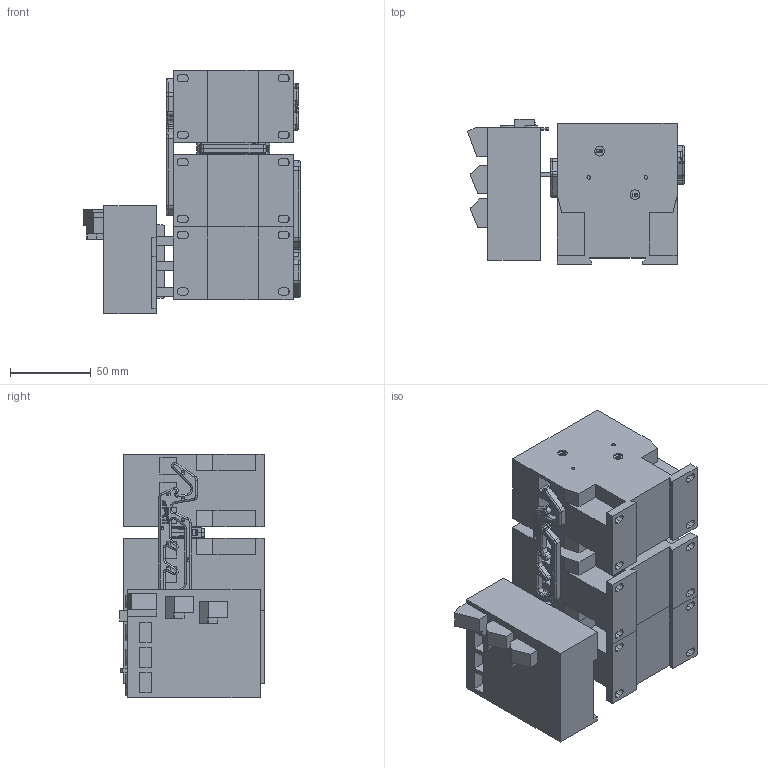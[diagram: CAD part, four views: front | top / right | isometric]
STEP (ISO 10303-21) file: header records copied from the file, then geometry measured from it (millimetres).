
FILE_DESCRIPTION (( 'STEP AP203' ), '1' );
FILE_NAME ('K3Y-24_32_40+U3_42.STEP', '2014-03-11T09:01:09', ( '' ), ( '' ), 'SwSTEP 2.0', 'SolidWorks 2014', '' );
FILE_SCHEMA (( 'CONFIG_CONTROL_DESIGN' ));
Length unit declared in the file: millimetre
Products named in the file (15): 65040; 65037; U3_42; Imported44; 65183; 47922; 65185; Imported45; 47924; K3-24_32_40; K3Y-24_32_40+U3_42; 28468; 65042
Assembly tree (19 placements, depth 3):
  K3Y-24_32_40+U3_42
    K3-24_32_40  x3
    47924
      28468
      Imported44
      47922
      Imported45
    65037  x2
      65037
      65042
      65040
    U3_42
    65183  x2
      65183
      65185
Bounding box: 134.3 x 89.7 x 150.8 mm (x, y, z)
Volume: 928017 mm3; surface area: 161991.1 mm2
Topology: 20 solids, 20 shells, 3158 faces, 8359 edges, 5446 vertices
Faces by surface type: plane 1534, cylinder 763, bspline 671, torus 150, cone 40
Entity records: 70191 total; most frequent: CARTESIAN_POINT 26370, ORIENTED_EDGE 9440, DIRECTION 7680, EDGE_CURVE 4720, VERTEX_POINT 3067, VECTOR 2840, LINE 2840, AXIS2_PLACEMENT_3D 2420
